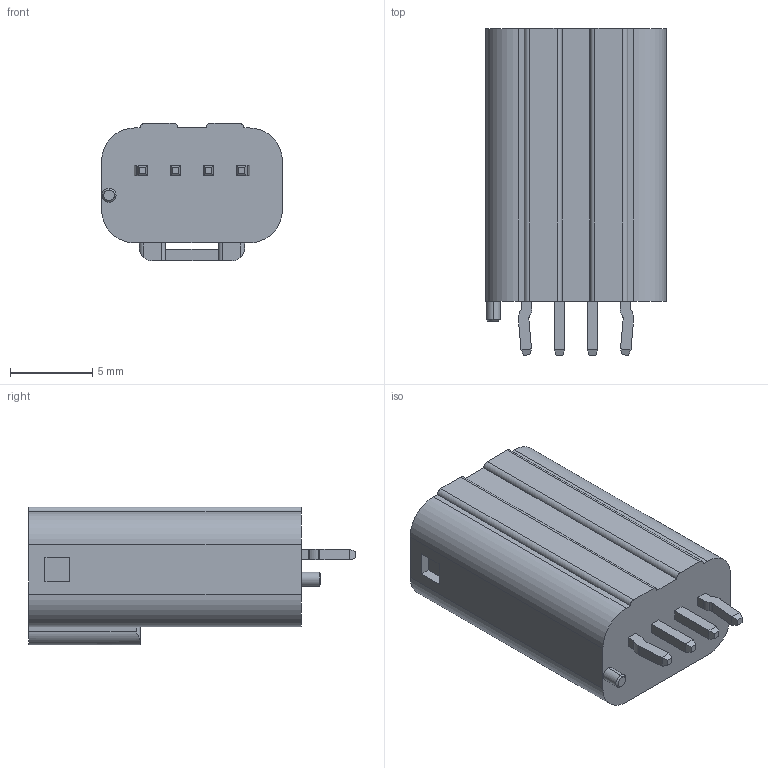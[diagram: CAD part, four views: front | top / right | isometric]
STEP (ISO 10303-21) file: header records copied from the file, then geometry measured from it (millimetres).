
FILE_DESCRIPTION (( 'STEP AP214' ), '1' );
FILE_NAME ('B04B-JWPF-SK-R(LF)(SN).STEP', '2022-12-14T08:00:34', ( '' ), ( '' ), 'SwSTEP 2.0', 'SolidWorks 2021', '' );
FILE_SCHEMA (( 'AUTOMOTIVE_DESIGN' ));
Length unit declared in the file: millimetre
Products named in the file (1): B04B-JWPF-SK-R(LF)(SN)
Bounding box: 11 x 19.9 x 8.4 mm (x, y, z)
Volume: 735.7 mm3; surface area: 2070.1 mm2
Topology: 6 solids, 6 shells, 224 faces, 602 edges, 390 vertices
Faces by surface type: plane 174, cylinder 48, cone 2
Entity records: 7039 total; most frequent: CARTESIAN_POINT 1227, ORIENTED_EDGE 1204, DIRECTION 1146, EDGE_CURVE 602, LINE 504, VECTOR 504, VERTEX_POINT 390, AXIS2_PLACEMENT_3D 321
